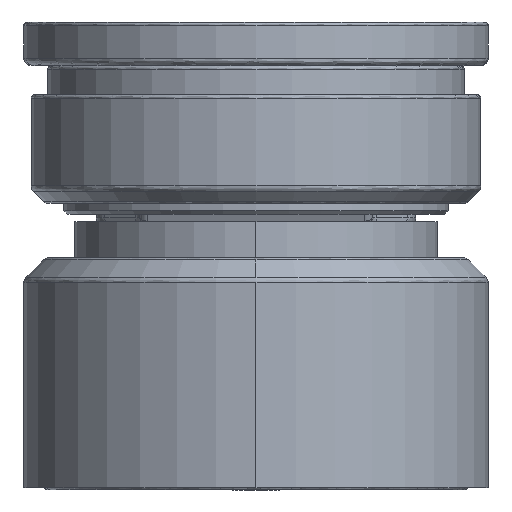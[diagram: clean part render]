
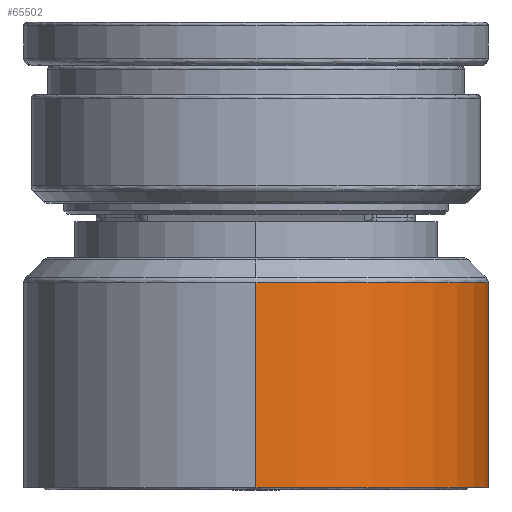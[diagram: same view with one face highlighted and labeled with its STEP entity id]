
A CAD part, left-side view. The second image highlights one B-rep face of the part: STEP entity #65502.
In plain terms, the highlighted cylindrical face has radius 32 mm (diameter 64 mm), a partial arc.
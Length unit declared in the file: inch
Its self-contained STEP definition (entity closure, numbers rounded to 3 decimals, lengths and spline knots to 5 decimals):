
#1293 = VERTEX_POINT ( 'NONE', #7899 ) ;
#6106 = EDGE_CURVE ( 'NONE', #18511, #43147, #22144, .T. ) ;
#7212 = CARTESIAN_POINT ( 'NONE',  ( 0., 0., 1.11361 ) ) ;
#7899 = CARTESIAN_POINT ( 'NONE',  ( 0., -1.25984, 0. ) ) ;
#9928 = CARTESIAN_POINT ( 'NONE',  ( 0., 0., 0. ) ) ;
#10146 = CIRCLE ( 'NONE', #63454, 1.25984 ) ;
#12321 = CYLINDRICAL_SURFACE ( 'NONE', #45937, 1.25984 ) ;
#13384 = CARTESIAN_POINT ( 'NONE',  ( 0., 0., 1.24803 ) ) ;
#16458 = EDGE_CURVE ( 'NONE', #25559, #1293, #10146, .T. ) ;
#17508 = CARTESIAN_POINT ( 'NONE',  ( 0., -1.25984, 1.24803 ) ) ;
#18511 = VERTEX_POINT ( 'NONE', #43748 ) ;
#18762 = DIRECTION ( 'NONE',  ( -1., 0., 0. ) ) ;
#20327 = VECTOR ( 'NONE', #25991, 39.37008 ) ;
#20572 = CARTESIAN_POINT ( 'NONE',  ( -1.25984, 0., 1.24803 ) ) ;
#22144 = CIRCLE ( 'NONE', #49512, 1.25984 ) ;
#23221 = FACE_OUTER_BOUND ( 'NONE', #33055, .T. ) ;
#25559 = VERTEX_POINT ( 'NONE', #29317 ) ;
#25991 = DIRECTION ( 'NONE',  ( 0., 0., -1. ) ) ;
#28000 = DIRECTION ( 'NONE',  ( 1., 0., 0. ) ) ;
#28342 = ORIENTED_EDGE ( 'NONE', *, *, #16458, .T. ) ;
#29317 = CARTESIAN_POINT ( 'NONE',  ( -1.25984, 0., 0. ) ) ;
#33055 = EDGE_LOOP ( 'NONE', ( #39136, #55879, #28342, #42786 ) ) ;
#34682 = LINE ( 'NONE', #17508, #53028 ) ;
#37044 = DIRECTION ( 'NONE',  ( 0., 0., 1. ) ) ;
#39136 = ORIENTED_EDGE ( 'NONE', *, *, #6106, .F. ) ;
#42786 = ORIENTED_EDGE ( 'NONE', *, *, #55375, .T. ) ;
#43147 = VERTEX_POINT ( 'NONE', #49730 ) ;
#43748 = CARTESIAN_POINT ( 'NONE',  ( -1.25984, 0., 1.11361 ) ) ;
#45937 = AXIS2_PLACEMENT_3D ( 'NONE', #13384, #60639, #18762 ) ;
#49512 = AXIS2_PLACEMENT_3D ( 'NONE', #7212, #59975, #28000 ) ;
#49730 = CARTESIAN_POINT ( 'NONE',  ( 0., -1.25984, 1.11361 ) ) ;
#53028 = VECTOR ( 'NONE', #65007, 39.37008 ) ;
#55375 = EDGE_CURVE ( 'NONE', #1293, #43147, #34682, .T. ) ;
#55879 = ORIENTED_EDGE ( 'NONE', *, *, #55945, .T. ) ;
#55945 = EDGE_CURVE ( 'NONE', #18511, #25559, #63033, .T. ) ;
#59975 = DIRECTION ( 'NONE',  ( 0., 0., 1. ) ) ;
#60639 = DIRECTION ( 'NONE',  ( 0., 0., -1. ) ) ;
#63033 = LINE ( 'NONE', #20572, #20327 ) ;
#63454 = AXIS2_PLACEMENT_3D ( 'NONE', #9928, #37044, #64137 ) ;
#64137 = DIRECTION ( 'NONE',  ( -1., 0., 0. ) ) ;
#65007 = DIRECTION ( 'NONE',  ( 0., 0., 1. ) ) ;
#65502 = ADVANCED_FACE ( 'NONE', ( #23221 ), #12321, .T. ) ;
